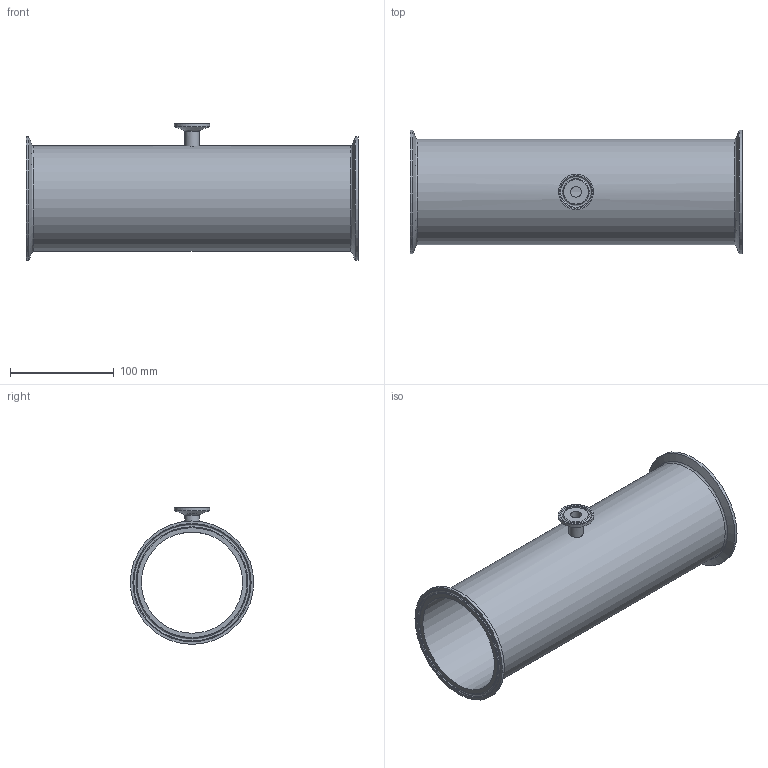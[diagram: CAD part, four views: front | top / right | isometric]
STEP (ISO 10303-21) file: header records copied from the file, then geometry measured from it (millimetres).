
FILE_DESCRIPTION(/* description */ (''),/* implementation_level */ '2;1');
FILE_NAME(/* name */ '7MD(S) 40×02.stp',/* time_stamp */ '2022-04-20T11:24:57+09:00',/* author */ ('3dcad-eng'),/* organization */ (''),/* preprocessor_version */ 'ST-DEVELOPER v18.1',/* originating_system */ 'Autodesk Inventor 2022',/* authorisation */ '');
FILE_SCHEMA (('AUTOMOTIVE_DESIGN { 1 0 10303 214 3 1 1 }'));
Length unit declared in the file: millimetre
Products named in the file (1): 7MD(S) 40×02
Bounding box: 320 x 119 x 131.8 mm (x, y, z)
Volume: 228808.5 mm3; surface area: 216307.6 mm2
Topology: 1 solids, 1 shells, 34 faces, 78 edges, 50 vertices
Faces by surface type: torus 12, cone 9, cylinder 7, plane 6
Full cylindrical faces by diameter (mm): 10.5 x1, 13.8 x1, 34 x1, 97.6 x1, 101.6 x1, 119 x2
Entity records: 1101 total; most frequent: CARTESIAN_POINT 231, DIRECTION 202, ORIENTED_EDGE 156, AXIS2_PLACEMENT_3D 93, EDGE_CURVE 78, CIRCLE 58, VERTEX_POINT 50, EDGE_LOOP 42
